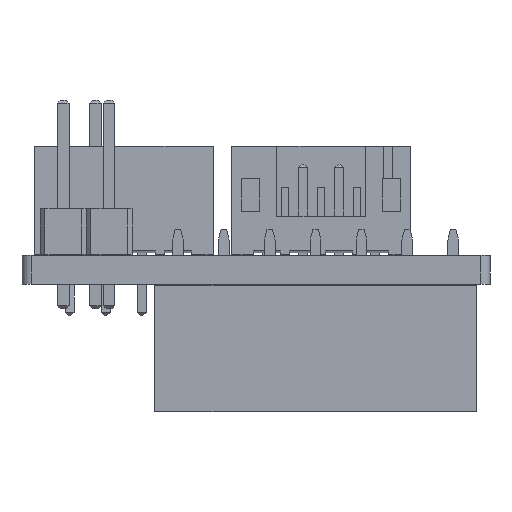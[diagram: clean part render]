
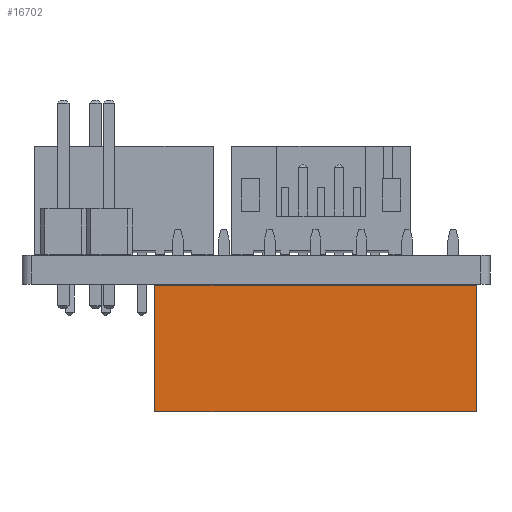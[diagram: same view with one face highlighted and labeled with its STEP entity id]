
A CAD part, left-side view. The second image highlights one B-rep face of the part: STEP entity #16702.
In plain terms, the highlighted free-form (B-spline) face has degree [1, 1] with [2, 2] control points.
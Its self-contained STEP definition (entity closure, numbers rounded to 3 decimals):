
#16702 = ADVANCED_FACE('',(#16703),#16716,.F.);
#16703 = FACE_BOUND('',#16704,.F.);
#16704 = EDGE_LOOP('',(#16705,#16737,#16762,#16787));
#16705 = ORIENTED_EDGE('',*,*,#16706,.T.);
#16706 = EDGE_CURVE('',#16707,#16709,#16711,.T.);
#16707 = VERTEX_POINT('',#16708);
#16708 = CARTESIAN_POINT('',(1.27,-16.51,0.));
#16709 = VERTEX_POINT('',#16710);
#16710 = CARTESIAN_POINT('',(1.27,-16.51,7.));
#16711 = SURFACE_CURVE('',#16712,(#16715,#16726),.PCURVE_S1.);
#16712 = B_SPLINE_CURVE_WITH_KNOTS('',1,(#16713,#16714),.UNSPECIFIED.,
  .F.,.F.,(2,2),(0.,7.),.PIECEWISE_BEZIER_KNOTS.);
#16713 = CARTESIAN_POINT('',(1.27,-16.51,0.));
#16714 = CARTESIAN_POINT('',(1.27,-16.51,7.));
#16715 = PCURVE('',#16716,#16721);
#16716 = B_SPLINE_SURFACE_WITH_KNOTS('',1,1,(
    (#16717,#16718)
    ,(#16719,#16720
    )),.UNSPECIFIED.,.F.,.F.,.F.,(2,2),(2,2),(0.,17.78),(-7.,0.),
  .PIECEWISE_BEZIER_KNOTS.);
#16717 = CARTESIAN_POINT('',(1.27,-16.51,7.));
#16718 = CARTESIAN_POINT('',(1.27,-16.51,0.));
#16719 = CARTESIAN_POINT('',(1.27,1.27,7.));
#16720 = CARTESIAN_POINT('',(1.27,1.27,0.));
#16721 = DEFINITIONAL_REPRESENTATION('',(#16722),#16725);
#16722 = B_SPLINE_CURVE_WITH_KNOTS('',1,(#16723,#16724),.UNSPECIFIED.,
  .F.,.F.,(2,2),(0.,7.),.PIECEWISE_BEZIER_KNOTS.);
#16723 = CARTESIAN_POINT('',(0.,0.));
#16724 = CARTESIAN_POINT('',(0.,-7.));
#16725 = ( GEOMETRIC_REPRESENTATION_CONTEXT(2) 
PARAMETRIC_REPRESENTATION_CONTEXT() REPRESENTATION_CONTEXT('2D SPACE',''
  ) );
#16726 = PCURVE('',#16727,#16732);
#16727 = B_SPLINE_SURFACE_WITH_KNOTS('',1,1,(
    (#16728,#16729)
    ,(#16730,#16731
    )),.UNSPECIFIED.,.F.,.F.,.F.,(2,2),(2,2),(0.,2.54),(-7.,0.),
  .PIECEWISE_BEZIER_KNOTS.);
#16728 = CARTESIAN_POINT('',(-1.27,-16.51,7.));
#16729 = CARTESIAN_POINT('',(-1.27,-16.51,0.));
#16730 = CARTESIAN_POINT('',(1.27,-16.51,7.));
#16731 = CARTESIAN_POINT('',(1.27,-16.51,0.));
#16732 = DEFINITIONAL_REPRESENTATION('',(#16733),#16736);
#16733 = B_SPLINE_CURVE_WITH_KNOTS('',1,(#16734,#16735),.UNSPECIFIED.,
  .F.,.F.,(2,2),(0.,7.),.PIECEWISE_BEZIER_KNOTS.);
#16734 = CARTESIAN_POINT('',(2.54,0.));
#16735 = CARTESIAN_POINT('',(2.54,-7.));
#16736 = ( GEOMETRIC_REPRESENTATION_CONTEXT(2) 
PARAMETRIC_REPRESENTATION_CONTEXT() REPRESENTATION_CONTEXT('2D SPACE',''
  ) );
#16737 = ORIENTED_EDGE('',*,*,#16738,.T.);
#16738 = EDGE_CURVE('',#16709,#16739,#16741,.T.);
#16739 = VERTEX_POINT('',#16740);
#16740 = CARTESIAN_POINT('',(1.27,1.27,7.));
#16741 = SURFACE_CURVE('',#16742,(#16745,#16751),.PCURVE_S1.);
#16742 = B_SPLINE_CURVE_WITH_KNOTS('',1,(#16743,#16744),.UNSPECIFIED.,
  .F.,.F.,(2,2),(0.,17.78),.PIECEWISE_BEZIER_KNOTS.);
#16743 = CARTESIAN_POINT('',(1.27,-16.51,7.));
#16744 = CARTESIAN_POINT('',(1.27,1.27,7.));
#16745 = PCURVE('',#16716,#16746);
#16746 = DEFINITIONAL_REPRESENTATION('',(#16747),#16750);
#16747 = B_SPLINE_CURVE_WITH_KNOTS('',1,(#16748,#16749),.UNSPECIFIED.,
  .F.,.F.,(2,2),(0.,17.78),.PIECEWISE_BEZIER_KNOTS.);
#16748 = CARTESIAN_POINT('',(0.,-7.));
#16749 = CARTESIAN_POINT('',(17.78,-7.));
#16750 = ( GEOMETRIC_REPRESENTATION_CONTEXT(2) 
PARAMETRIC_REPRESENTATION_CONTEXT() REPRESENTATION_CONTEXT('2D SPACE',''
  ) );
#16751 = PCURVE('',#16752,#16757);
#16752 = B_SPLINE_SURFACE_WITH_KNOTS('',1,1,(
    (#16753,#16754)
    ,(#16755,#16756
  )),.UNSPECIFIED.,.F.,.F.,.F.,(2,2),(2,2),(-17.78,0.),(
    0.,2.54),.PIECEWISE_BEZIER_KNOTS.);
#16753 = CARTESIAN_POINT('',(1.27,1.27,7.));
#16754 = CARTESIAN_POINT('',(-1.27,1.27,7.));
#16755 = CARTESIAN_POINT('',(1.27,-16.51,7.));
#16756 = CARTESIAN_POINT('',(-1.27,-16.51,7.));
#16757 = DEFINITIONAL_REPRESENTATION('',(#16758),#16761);
#16758 = B_SPLINE_CURVE_WITH_KNOTS('',1,(#16759,#16760),.UNSPECIFIED.,
  .F.,.F.,(2,2),(0.,17.78),.PIECEWISE_BEZIER_KNOTS.);
#16759 = CARTESIAN_POINT('',(0.,0.));
#16760 = CARTESIAN_POINT('',(-17.78,0.));
#16761 = ( GEOMETRIC_REPRESENTATION_CONTEXT(2) 
PARAMETRIC_REPRESENTATION_CONTEXT() REPRESENTATION_CONTEXT('2D SPACE',''
  ) );
#16762 = ORIENTED_EDGE('',*,*,#16763,.F.);
#16763 = EDGE_CURVE('',#16764,#16739,#16766,.T.);
#16764 = VERTEX_POINT('',#16765);
#16765 = CARTESIAN_POINT('',(1.27,1.27,0.));
#16766 = SURFACE_CURVE('',#16767,(#16770,#16776),.PCURVE_S1.);
#16767 = B_SPLINE_CURVE_WITH_KNOTS('',1,(#16768,#16769),.UNSPECIFIED.,
  .F.,.F.,(2,2),(0.,7.),.PIECEWISE_BEZIER_KNOTS.);
#16768 = CARTESIAN_POINT('',(1.27,1.27,0.));
#16769 = CARTESIAN_POINT('',(1.27,1.27,7.));
#16770 = PCURVE('',#16716,#16771);
#16771 = DEFINITIONAL_REPRESENTATION('',(#16772),#16775);
#16772 = B_SPLINE_CURVE_WITH_KNOTS('',1,(#16773,#16774),.UNSPECIFIED.,
  .F.,.F.,(2,2),(0.,7.),.PIECEWISE_BEZIER_KNOTS.);
#16773 = CARTESIAN_POINT('',(17.78,0.));
#16774 = CARTESIAN_POINT('',(17.78,-7.));
#16775 = ( GEOMETRIC_REPRESENTATION_CONTEXT(2) 
PARAMETRIC_REPRESENTATION_CONTEXT() REPRESENTATION_CONTEXT('2D SPACE',''
  ) );
#16776 = PCURVE('',#16777,#16782);
#16777 = B_SPLINE_SURFACE_WITH_KNOTS('',1,1,(
    (#16778,#16779)
    ,(#16780,#16781
    )),.UNSPECIFIED.,.F.,.F.,.F.,(2,2),(2,2),(0.,2.54),(-7.,0.),
  .PIECEWISE_BEZIER_KNOTS.);
#16778 = CARTESIAN_POINT('',(1.27,1.27,7.));
#16779 = CARTESIAN_POINT('',(1.27,1.27,0.));
#16780 = CARTESIAN_POINT('',(-1.27,1.27,7.));
#16781 = CARTESIAN_POINT('',(-1.27,1.27,0.));
#16782 = DEFINITIONAL_REPRESENTATION('',(#16783),#16786);
#16783 = B_SPLINE_CURVE_WITH_KNOTS('',1,(#16784,#16785),.UNSPECIFIED.,
  .F.,.F.,(2,2),(0.,7.),.PIECEWISE_BEZIER_KNOTS.);
#16784 = CARTESIAN_POINT('',(0.,0.));
#16785 = CARTESIAN_POINT('',(0.,-7.));
#16786 = ( GEOMETRIC_REPRESENTATION_CONTEXT(2) 
PARAMETRIC_REPRESENTATION_CONTEXT() REPRESENTATION_CONTEXT('2D SPACE',''
  ) );
#16787 = ORIENTED_EDGE('',*,*,#16788,.F.);
#16788 = EDGE_CURVE('',#16707,#16764,#16789,.T.);
#16789 = SURFACE_CURVE('',#16790,(#16793,#16799),.PCURVE_S1.);
#16790 = B_SPLINE_CURVE_WITH_KNOTS('',1,(#16791,#16792),.UNSPECIFIED.,
  .F.,.F.,(2,2),(0.,17.78),.PIECEWISE_BEZIER_KNOTS.);
#16791 = CARTESIAN_POINT('',(1.27,-16.51,0.));
#16792 = CARTESIAN_POINT('',(1.27,1.27,0.));
#16793 = PCURVE('',#16716,#16794);
#16794 = DEFINITIONAL_REPRESENTATION('',(#16795),#16798);
#16795 = B_SPLINE_CURVE_WITH_KNOTS('',1,(#16796,#16797),.UNSPECIFIED.,
  .F.,.F.,(2,2),(0.,17.78),.PIECEWISE_BEZIER_KNOTS.);
#16796 = CARTESIAN_POINT('',(0.,0.));
#16797 = CARTESIAN_POINT('',(17.78,0.));
#16798 = ( GEOMETRIC_REPRESENTATION_CONTEXT(2) 
PARAMETRIC_REPRESENTATION_CONTEXT() REPRESENTATION_CONTEXT('2D SPACE',''
  ) );
#16799 = PCURVE('',#16800,#16805);
#16800 = B_SPLINE_SURFACE_WITH_KNOTS('',1,1,(
    (#16801,#16802)
    ,(#16803,#16804
  )),.UNSPECIFIED.,.F.,.F.,.F.,(2,2),(2,2),(-17.78,0.),(
    0.,0.423),.PIECEWISE_BEZIER_KNOTS.);
#16801 = CARTESIAN_POINT('',(1.27,1.27,0.));
#16802 = CARTESIAN_POINT('',(0.847,1.27,0.));
#16803 = CARTESIAN_POINT('',(1.27,-16.51,0.));
#16804 = CARTESIAN_POINT('',(0.847,-16.51,0.));
#16805 = DEFINITIONAL_REPRESENTATION('',(#16806),#16809);
#16806 = B_SPLINE_CURVE_WITH_KNOTS('',1,(#16807,#16808),.UNSPECIFIED.,
  .F.,.F.,(2,2),(0.,17.78),.PIECEWISE_BEZIER_KNOTS.);
#16807 = CARTESIAN_POINT('',(0.,0.));
#16808 = CARTESIAN_POINT('',(-17.78,0.));
#16809 = ( GEOMETRIC_REPRESENTATION_CONTEXT(2) 
PARAMETRIC_REPRESENTATION_CONTEXT() REPRESENTATION_CONTEXT('2D SPACE',''
  ) );
